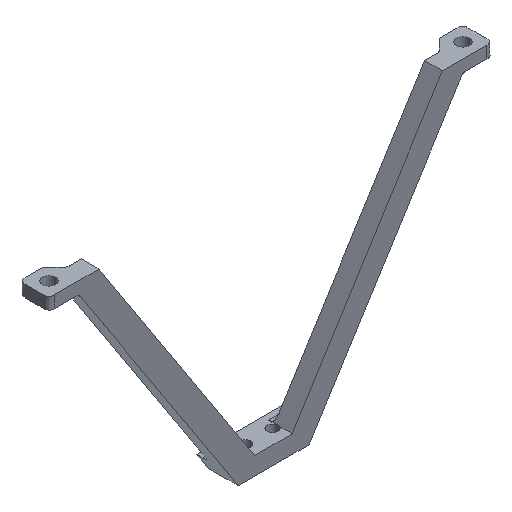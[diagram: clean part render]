
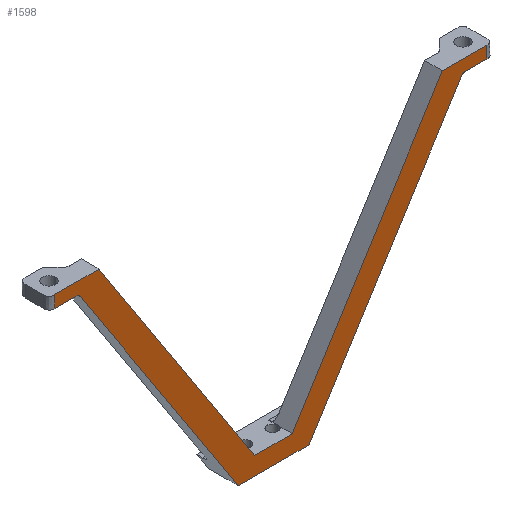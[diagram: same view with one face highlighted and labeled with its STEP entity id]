
A CAD part, isometric view. The second image highlights one B-rep face of the part: STEP entity #1598.
In plain terms, the highlighted planar face has unit normal (0, -1, 0.012).
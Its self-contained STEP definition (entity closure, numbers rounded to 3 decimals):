
#37 = ORIENTED_EDGE ( 'NONE', *, *, #2383, .T. ) ;
#45 = VECTOR ( 'NONE', #1377, 1000. ) ;
#70 = EDGE_CURVE ( 'NONE', #1022, #1730, #1456, .T. ) ;
#86 = ORIENTED_EDGE ( 'NONE', *, *, #1283, .F. ) ;
#111 = CARTESIAN_POINT ( 'NONE',  ( -33.044, -8.023, -47. ) ) ;
#120 = LINE ( 'NONE', #2113, #385 ) ;
#146 = ORIENTED_EDGE ( 'NONE', *, *, #1884, .F. ) ;
#195 = CARTESIAN_POINT ( 'NONE',  ( -29.03, -8., -45. ) ) ;
#204 = CARTESIAN_POINT ( 'NONE',  ( 36.5, -8., -45. ) ) ;
#210 = ORIENTED_EDGE ( 'NONE', *, *, #1297, .F. ) ;
#227 = ORIENTED_EDGE ( 'NONE', *, *, #2025, .F. ) ;
#230 = CARTESIAN_POINT ( 'NONE',  ( -37.5, -8., -45. ) ) ;
#237 = ORIENTED_EDGE ( 'NONE', *, *, #875, .F. ) ;
#251 = CARTESIAN_POINT ( 'NONE',  ( 32.205, -8.029, -47.457 ) ) ;
#283 = CARTESIAN_POINT ( 'NONE',  ( 29.03, -8., -45. ) ) ;
#304 = CARTESIAN_POINT ( 'NONE',  ( 32.826, -8.023, -47. ) ) ;
#379 = FACE_OUTER_BOUND ( 'NONE', #1351, .T. ) ;
#385 = VECTOR ( 'NONE', #1762, 1000. ) ;
#396 = VERTEX_POINT ( 'NONE', #251 ) ;
#408 = DIRECTION ( 'NONE',  ( 0.543, 0.01, 0.84 ) ) ;
#441 = CARTESIAN_POINT ( 'NONE',  ( -32.662, -8.024, -47.03 ) ) ;
#488 = CARTESIAN_POINT ( 'NONE',  ( -37.5, -8.023, -47. ) ) ;
#504 = DIRECTION ( 'NONE',  ( -0.543, -0.01, -0.84 ) ) ;
#551 = CARTESIAN_POINT ( 'NONE',  ( -36.5, -8.016, -46.333 ) ) ;
#577 = CARTESIAN_POINT ( 'NONE',  ( -36.5, -8.023, -47. ) ) ;
#598 = LINE ( 'NONE', #1689, #1287 ) ;
#611 = CARTESIAN_POINT ( 'NONE',  ( -32.323, -8.026, -47.274 ) ) ;
#619 = CARTESIAN_POINT ( 'NONE',  ( -6., -8.5, -88. ) ) ;
#626 = CARTESIAN_POINT ( 'NONE',  ( -6., -8.5, -88. ) ) ;
#684 = ORIENTED_EDGE ( 'NONE', *, *, #1835, .F. ) ;
#734 = CARTESIAN_POINT ( 'NONE',  ( -3.176, -8.465, -85. ) ) ;
#742 = B_SPLINE_CURVE_WITH_KNOTS ( 'NONE', 3,
 ( #111, #1197, #441, #1729, #611, #1947 ),
 .UNSPECIFIED., .F., .F.,
 ( 4, 2, 4 ),
 ( 0., 0.5, 1. ),
 .UNSPECIFIED. ) ;
#760 = LINE ( 'NONE', #230, #1409 ) ;
#794 = ORIENTED_EDGE ( 'NONE', *, *, #1030, .T. ) ;
#863 = CARTESIAN_POINT ( 'NONE',  ( 6., -8.5, -88. ) ) ;
#875 = EDGE_CURVE ( 'NONE', #2075, #2173, #598, .T. ) ;
#905 = CARTESIAN_POINT ( 'NONE',  ( -36.5, -8., -45. ) ) ;
#916 = ORIENTED_EDGE ( 'NONE', *, *, #1740, .T. ) ;
#924 = ORIENTED_EDGE ( 'NONE', *, *, #2329, .F. ) ;
#956 = CARTESIAN_POINT ( 'NONE',  ( 36.5, -8.008, -45.667 ) ) ;
#980 = DIRECTION ( 'NONE',  ( -1., 0., 0. ) ) ;
#1002 = VERTEX_POINT ( 'NONE', #195 ) ;
#1016 = CARTESIAN_POINT ( 'NONE',  ( 32.205, -8.029, -47.457 ) ) ;
#1022 = VERTEX_POINT ( 'NONE', #1925 ) ;
#1030 = EDGE_CURVE ( 'NONE', #1022, #1338, #742, .T. ) ;
#1074 = CARTESIAN_POINT ( 'NONE',  ( -36.5, -8.008, -45.667 ) ) ;
#1076 = DIRECTION ( 'NONE',  ( -1., 0., 0. ) ) ;
#1085 = AXIS2_PLACEMENT_3D ( 'NONE', #2050, #1463, #1311 ) ;
#1116 = VERTEX_POINT ( 'NONE', #1595 ) ;
#1143 = CARTESIAN_POINT ( 'NONE',  ( 36.5, -8., -45. ) ) ;
#1148 = EDGE_CURVE ( 'NONE', #396, #1392, #1621, .T. ) ;
#1169 = VECTOR ( 'NONE', #1076, 1000. ) ;
#1197 = CARTESIAN_POINT ( 'NONE',  ( -32.827, -8.023, -47. ) ) ;
#1199 = LINE ( 'NONE', #1211, #1930 ) ;
#1203 = CARTESIAN_POINT ( 'NONE',  ( 6., -8.5, -88. ) ) ;
#1211 = CARTESIAN_POINT ( 'NONE',  ( 32.5, -8.023, -47. ) ) ;
#1214 = VECTOR ( 'NONE', #408, 1000. ) ;
#1226 = CARTESIAN_POINT ( 'NONE',  ( 33.044, -8.023, -47. ) ) ;
#1237 = DIRECTION ( 'NONE',  ( -1., 0., 0. ) ) ;
#1241 = B_SPLINE_CURVE_WITH_KNOTS ( 'NONE', 3,
 ( #1860, #2233, #956, #204 ),
 .UNSPECIFIED., .F., .F.,
 ( 4, 4 ),
 ( 0., 1. ),
 .UNSPECIFIED. ) ;
#1268 = VERTEX_POINT ( 'NONE', #1888 ) ;
#1283 = EDGE_CURVE ( 'NONE', #1002, #2059, #2395, .T. ) ;
#1287 = VECTOR ( 'NONE', #1319, 1000. ) ;
#1297 = EDGE_CURVE ( 'NONE', #1268, #1002, #760, .T. ) ;
#1308 = ORIENTED_EDGE ( 'NONE', *, *, #70, .F. ) ;
#1311 = DIRECTION ( 'NONE',  ( 0., -0.012, -1. ) ) ;
#1319 = DIRECTION ( 'NONE',  ( 1., 0., 0. ) ) ;
#1320 = ORIENTED_EDGE ( 'NONE', *, *, #1148, .F. ) ;
#1338 = VERTEX_POINT ( 'NONE', #1568 ) ;
#1339 = CARTESIAN_POINT ( 'NONE',  ( 3.176, -8.465, -85. ) ) ;
#1343 = VERTEX_POINT ( 'NONE', #619 ) ;
#1351 = EDGE_LOOP ( 'NONE', ( #227, #916, #237, #2208, #146, #86, #210, #37, #1308, #794, #924, #684, #1320, #1562 ) ) ;
#1364 = CARTESIAN_POINT ( 'NONE',  ( 29.03, -8., -45. ) ) ;
#1377 = DIRECTION ( 'NONE',  ( 1., 0., 0. ) ) ;
#1392 = VERTEX_POINT ( 'NONE', #1203 ) ;
#1408 = CARTESIAN_POINT ( 'NONE',  ( 3.176, -8.465, -85. ) ) ;
#1409 = VECTOR ( 'NONE', #2382, 1000. ) ;
#1418 = CARTESIAN_POINT ( 'NONE',  ( 32.437, -8.025, -47.153 ) ) ;
#1456 = LINE ( 'NONE', #488, #1169 ) ;
#1463 = DIRECTION ( 'NONE',  ( 0., -1., 0.012 ) ) ;
#1478 = VECTOR ( 'NONE', #504, 1000. ) ;
#1481 = DIRECTION ( 'NONE',  ( 0.543, -0.01, -0.84 ) ) ;
#1528 = LINE ( 'NONE', #626, #2089 ) ;
#1562 = ORIENTED_EDGE ( 'NONE', *, *, #2015, .T. ) ;
#1568 = CARTESIAN_POINT ( 'NONE',  ( -32.205, -8.029, -47.457 ) ) ;
#1586 = CARTESIAN_POINT ( 'NONE',  ( 32.661, -8.024, -47.03 ) ) ;
#1595 = CARTESIAN_POINT ( 'NONE',  ( 36.5, -8.023, -47. ) ) ;
#1598 = ADVANCED_FACE ( 'NONE', ( #379 ), #2378, .T. ) ;
#1621 = LINE ( 'NONE', #863, #1478 ) ;
#1641 = EDGE_CURVE ( 'NONE', #2061, #2075, #2283, .T. ) ;
#1672 = VECTOR ( 'NONE', #1481, 1000. ) ;
#1689 = CARTESIAN_POINT ( 'NONE',  ( 37.5, -8., -45. ) ) ;
#1729 = CARTESIAN_POINT ( 'NONE',  ( -32.438, -8.025, -47.152 ) ) ;
#1730 = VERTEX_POINT ( 'NONE', #577 ) ;
#1740 = EDGE_CURVE ( 'NONE', #1116, #2173, #1241, .T. ) ;
#1742 = LINE ( 'NONE', #1339, #45 ) ;
#1762 = DIRECTION ( 'NONE',  ( -0.543, 0.01, 0.84 ) ) ;
#1835 = EDGE_CURVE ( 'NONE', #1392, #1343, #1528, .T. ) ;
#1860 = CARTESIAN_POINT ( 'NONE',  ( 36.5, -8.023, -47. ) ) ;
#1884 = EDGE_CURVE ( 'NONE', #2059, #2061, #1742, .T. ) ;
#1888 = CARTESIAN_POINT ( 'NONE',  ( -36.5, -8., -45. ) ) ;
#1916 = VERTEX_POINT ( 'NONE', #2350 ) ;
#1925 = CARTESIAN_POINT ( 'NONE',  ( -33.044, -8.023, -47. ) ) ;
#1930 = VECTOR ( 'NONE', #1237, 1000. ) ;
#1947 = CARTESIAN_POINT ( 'NONE',  ( -32.205, -8.029, -47.457 ) ) ;
#2013 = CARTESIAN_POINT ( 'NONE',  ( -36.5, -8.023, -47. ) ) ;
#2015 = EDGE_CURVE ( 'NONE', #396, #1916, #2130, .T. ) ;
#2025 = EDGE_CURVE ( 'NONE', #1116, #1916, #1199, .T. ) ;
#2050 = CARTESIAN_POINT ( 'NONE',  ( 0., -7.476, 0.087 ) ) ;
#2059 = VERTEX_POINT ( 'NONE', #2317 ) ;
#2061 = VERTEX_POINT ( 'NONE', #1408 ) ;
#2075 = VERTEX_POINT ( 'NONE', #283 ) ;
#2089 = VECTOR ( 'NONE', #980, 1000. ) ;
#2113 = CARTESIAN_POINT ( 'NONE',  ( -32.5, -8.023, -47. ) ) ;
#2130 = B_SPLINE_CURVE_WITH_KNOTS ( 'NONE', 3,
 ( #1016, #2169, #1418, #1586, #304, #1226 ),
 .UNSPECIFIED., .F., .F.,
 ( 4, 2, 4 ),
 ( 0., 0.5, 1. ),
 .UNSPECIFIED. ) ;
#2169 = CARTESIAN_POINT ( 'NONE',  ( 32.323, -8.026, -47.274 ) ) ;
#2173 = VERTEX_POINT ( 'NONE', #1143 ) ;
#2205 = B_SPLINE_CURVE_WITH_KNOTS ( 'NONE', 3,
 ( #905, #1074, #551, #2013 ),
 .UNSPECIFIED., .F., .F.,
 ( 4, 4 ),
 ( 0., 1. ),
 .UNSPECIFIED. ) ;
#2208 = ORIENTED_EDGE ( 'NONE', *, *, #1641, .F. ) ;
#2233 = CARTESIAN_POINT ( 'NONE',  ( 36.5, -8.016, -46.333 ) ) ;
#2283 = LINE ( 'NONE', #1364, #1214 ) ;
#2317 = CARTESIAN_POINT ( 'NONE',  ( -3.176, -8.465, -85. ) ) ;
#2329 = EDGE_CURVE ( 'NONE', #1343, #1338, #120, .T. ) ;
#2350 = CARTESIAN_POINT ( 'NONE',  ( 33.044, -8.023, -47. ) ) ;
#2378 = PLANE ( 'NONE',  #1085 ) ;
#2382 = DIRECTION ( 'NONE',  ( 1., 0., 0. ) ) ;
#2383 = EDGE_CURVE ( 'NONE', #1268, #1730, #2205, .T. ) ;
#2395 = LINE ( 'NONE', #734, #1672 ) ;
